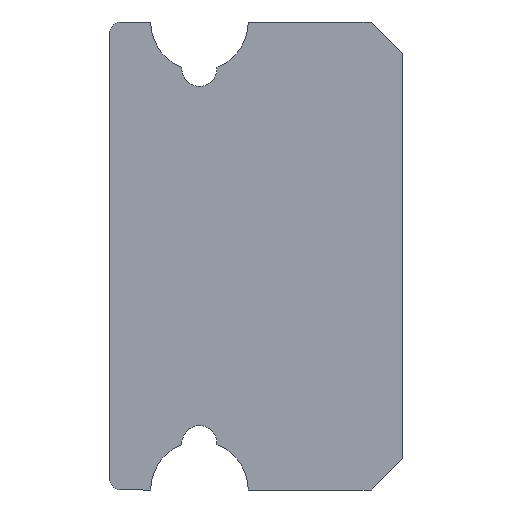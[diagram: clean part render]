
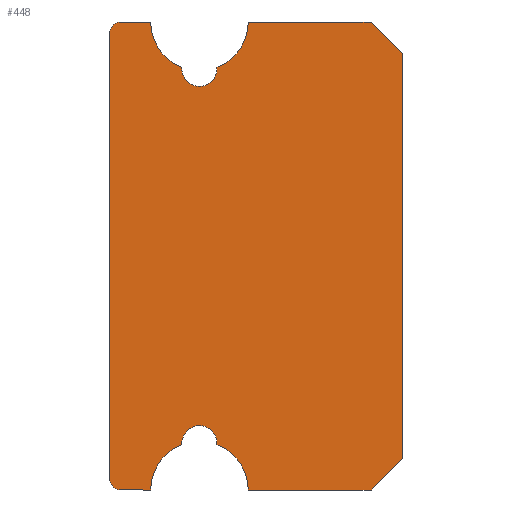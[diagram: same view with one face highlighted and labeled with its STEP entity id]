
A CAD part, left-side view. The second image highlights one B-rep face of the part: STEP entity #448.
In plain terms, the highlighted planar face has unit normal (-1, 0, 0).
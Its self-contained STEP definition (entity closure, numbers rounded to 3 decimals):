
#2 = EDGE_CURVE ( 'NONE', #756, #754, #284, .T. ) ;
#8 = EDGE_CURVE ( 'NONE', #754, #752, #286, .T. ) ;
#17 = EDGE_CURVE ( 'NONE', #749, #740, #312, .T. ) ;
#18 = EDGE_CURVE ( 'NONE', #737, #758, #311, .T. ) ;
#19 = EDGE_CURVE ( 'NONE', #760, #752, #313, .T. ) ;
#21 = EDGE_CURVE ( 'NONE', #745, #750, #314, .T. ) ;
#22 = EDGE_CURVE ( 'NONE', #739, #759, #315, .T. ) ;
#23 = EDGE_CURVE ( 'NONE', #759, #760, #316, .T. ) ;
#24 = EDGE_CURVE ( 'NONE', #735, #761, #317, .T. ) ;
#25 = EDGE_CURVE ( 'NONE', #709, #746, #318, .T. ) ;
#26 = EDGE_CURVE ( 'NONE', #761, #708, #319, .T. ) ;
#46 = EDGE_CURVE ( 'NONE', #758, #756, #332, .T. ) ;
#56 = AXIS2_PLACEMENT_3D ( 'NONE', #803, #804, #805 ) ;
#58 = AXIS2_PLACEMENT_3D ( 'NONE', #808, #817, #818 ) ;
#60 = AXIS2_PLACEMENT_3D ( 'NONE', #806, #809, #810 ) ;
#61 = AXIS2_PLACEMENT_3D ( 'NONE', #794, #814, #815 ) ;
#62 = AXIS2_PLACEMENT_3D ( 'NONE', #813, #820, #821 ) ;
#63 = AXIS2_PLACEMENT_3D ( 'NONE', #816, #823, #824 ) ;
#64 = AXIS2_PLACEMENT_3D ( 'NONE', #819, #826, #827 ) ;
#65 = AXIS2_PLACEMENT_3D ( 'NONE', #822, #828, #829 ) ;
#90 = AXIS2_PLACEMENT_3D ( 'NONE', #903, #917, #918 ) ;
#118 = AXIS2_PLACEMENT_3D ( 'NONE', #1064, #1065, #1066 ) ;
#180 = ORIENTED_EDGE ( 'NONE', *, *, #1198, .F. ) ;
#181 = ORIENTED_EDGE ( 'NONE', *, *, #17, .T. ) ;
#182 = ORIENTED_EDGE ( 'NONE', *, *, #1192, .F. ) ;
#183 = ORIENTED_EDGE ( 'NONE', *, *, #22, .T. ) ;
#184 = ORIENTED_EDGE ( 'NONE', *, *, #23, .T. ) ;
#185 = ORIENTED_EDGE ( 'NONE', *, *, #19, .T. ) ;
#186 = ORIENTED_EDGE ( 'NONE', *, *, #8, .F. ) ;
#187 = ORIENTED_EDGE ( 'NONE', *, *, #2, .F. ) ;
#188 = ORIENTED_EDGE ( 'NONE', *, *, #46, .F. ) ;
#189 = ORIENTED_EDGE ( 'NONE', *, *, #18, .F. ) ;
#190 = ORIENTED_EDGE ( 'NONE', *, *, #1187, .F. ) ;
#191 = ORIENTED_EDGE ( 'NONE', *, *, #24, .T. ) ;
#192 = ORIENTED_EDGE ( 'NONE', *, *, #26, .T. ) ;
#193 = ORIENTED_EDGE ( 'NONE', *, *, #1160, .T. ) ;
#194 = ORIENTED_EDGE ( 'NONE', *, *, #25, .T. ) ;
#195 = ORIENTED_EDGE ( 'NONE', *, *, #1186, .F. ) ;
#196 = ORIENTED_EDGE ( 'NONE', *, *, #21, .T. ) ;
#282 = VECTOR ( 'NONE', #768, 1000. ) ;
#284 = LINE ( 'NONE', #705, #282 ) ;
#286 = LINE ( 'NONE', #776, #297 ) ;
#297 = VECTOR ( 'NONE', #781, 1000. ) ;
#306 = VECTOR ( 'NONE', #807, 1000. ) ;
#311 = LINE ( 'NONE', #795, #306 ) ;
#312 = CIRCLE ( 'NONE', #56, 0.3 ) ;
#313 = CIRCLE ( 'NONE', #60, 1.25 ) ;
#314 = CIRCLE ( 'NONE', #61, 0.3 ) ;
#315 = CIRCLE ( 'NONE', #58, 1.25 ) ;
#316 = CIRCLE ( 'NONE', #62, 0.45 ) ;
#317 = CIRCLE ( 'NONE', #63, 1.25 ) ;
#318 = CIRCLE ( 'NONE', #64, 1.25 ) ;
#319 = CIRCLE ( 'NONE', #65, 0.45 ) ;
#332 = LINE ( 'NONE', #884, #339 ) ;
#339 = VECTOR ( 'NONE', #885, 1000. ) ;
#364 = FACE_OUTER_BOUND ( 'NONE', #648, .T. ) ;
#417 = CIRCLE ( 'NONE', #118, 0.45 ) ;
#448 = ADVANCED_FACE ( 'NONE', ( #364 ), #912, .F. ) ;
#485 = LINE ( 'NONE', #1123, #495 ) ;
#490 = LINE ( 'NONE', #1137, #505 ) ;
#493 = LINE ( 'NONE', #1127, #494 ) ;
#494 = VECTOR ( 'NONE', #1128, 1000. ) ;
#495 = VECTOR ( 'NONE', #1130, 1000. ) ;
#505 = VECTOR ( 'NONE', #1141, 1000. ) ;
#517 = LINE ( 'NONE', #573, #518 ) ;
#518 = VECTOR ( 'NONE', #579, 1000. ) ;
#573 = CARTESIAN_POINT ( 'NONE',  ( -75., 7.5, -6. ) ) ;
#579 = DIRECTION ( 'NONE',  ( 0., 0., 1. ) ) ;
#648 = EDGE_LOOP ( 'NONE', ( #180, #181, #182, #183, #184, #185, #186, #187, #188, #189, #190, #191, #192, #193, #194, #195, #196 ) ) ;
#705 = CARTESIAN_POINT ( 'NONE',  ( -75., 0., -5.2 ) ) ;
#708 = VERTEX_POINT ( 'NONE', #1006 ) ;
#709 = VERTEX_POINT ( 'NONE', #1005 ) ;
#735 = VERTEX_POINT ( 'NONE', #1029 ) ;
#737 = VERTEX_POINT ( 'NONE', #1031 ) ;
#739 = VERTEX_POINT ( 'NONE', #1033 ) ;
#740 = VERTEX_POINT ( 'NONE', #1034 ) ;
#745 = VERTEX_POINT ( 'NONE', #1039 ) ;
#746 = VERTEX_POINT ( 'NONE', #1040 ) ;
#749 = VERTEX_POINT ( 'NONE', #1043 ) ;
#750 = VERTEX_POINT ( 'NONE', #1044 ) ;
#752 = VERTEX_POINT ( 'NONE', #1046 ) ;
#754 = VERTEX_POINT ( 'NONE', #1048 ) ;
#756 = VERTEX_POINT ( 'NONE', #1050 ) ;
#758 = VERTEX_POINT ( 'NONE', #1052 ) ;
#759 = VERTEX_POINT ( 'NONE', #1053 ) ;
#760 = VERTEX_POINT ( 'NONE', #1054 ) ;
#761 = VERTEX_POINT ( 'NONE', #1055 ) ;
#768 = DIRECTION ( 'NONE',  ( 0., 0.707, -0.707 ) ) ;
#776 = CARTESIAN_POINT ( 'NONE',  ( -75., 0.8, -6. ) ) ;
#781 = DIRECTION ( 'NONE',  ( 0., 1., 0. ) ) ;
#794 = CARTESIAN_POINT ( 'NONE',  ( -75., 7.2, 5.7 ) ) ;
#795 = CARTESIAN_POINT ( 'NONE',  ( -75., 0., 5.2 ) ) ;
#803 = CARTESIAN_POINT ( 'NONE',  ( -75., 7.2, -5.7 ) ) ;
#804 = DIRECTION ( 'NONE',  ( -1., 0., 0. ) ) ;
#805 = DIRECTION ( 'NONE',  ( 0., 0., -1. ) ) ;
#806 = CARTESIAN_POINT ( 'NONE',  ( -75., 5.2, -6. ) ) ;
#807 = DIRECTION ( 'NONE',  ( 0., -0.707, -0.707 ) ) ;
#808 = CARTESIAN_POINT ( 'NONE',  ( -75., 5.2, -6. ) ) ;
#809 = DIRECTION ( 'NONE',  ( 1., 0., 0. ) ) ;
#810 = DIRECTION ( 'NONE',  ( 0., 0., -1. ) ) ;
#813 = CARTESIAN_POINT ( 'NONE',  ( -75., 5.2, -4.8 ) ) ;
#814 = DIRECTION ( 'NONE',  ( -1., 0., 0. ) ) ;
#815 = DIRECTION ( 'NONE',  ( 0., 0., -1. ) ) ;
#816 = CARTESIAN_POINT ( 'NONE',  ( -75., 5.2, 6. ) ) ;
#817 = DIRECTION ( 'NONE',  ( 1., 0., 0. ) ) ;
#818 = DIRECTION ( 'NONE',  ( 0., 0., -1. ) ) ;
#819 = CARTESIAN_POINT ( 'NONE',  ( -75., 5.2, 6. ) ) ;
#820 = DIRECTION ( 'NONE',  ( 1., 0., 0. ) ) ;
#821 = DIRECTION ( 'NONE',  ( 0., 0., -1. ) ) ;
#822 = CARTESIAN_POINT ( 'NONE',  ( -75., 5.2, 4.8 ) ) ;
#823 = DIRECTION ( 'NONE',  ( 1., 0., 0. ) ) ;
#824 = DIRECTION ( 'NONE',  ( 0., 0., 1. ) ) ;
#826 = DIRECTION ( 'NONE',  ( 1., 0., 0. ) ) ;
#827 = DIRECTION ( 'NONE',  ( 0., 0., 1. ) ) ;
#828 = DIRECTION ( 'NONE',  ( 1., 0., 0. ) ) ;
#829 = DIRECTION ( 'NONE',  ( 0., 0., 1. ) ) ;
#884 = CARTESIAN_POINT ( 'NONE',  ( -75., 0., -5.2 ) ) ;
#885 = DIRECTION ( 'NONE',  ( 0., 0., -1. ) ) ;
#903 = CARTESIAN_POINT ( 'NONE',  ( -75., 0., 6. ) ) ;
#912 = PLANE ( 'NONE',  #90 ) ;
#917 = DIRECTION ( 'NONE',  ( 1., 0., 0. ) ) ;
#918 = DIRECTION ( 'NONE',  ( 0., 0., -1. ) ) ;
#1005 = CARTESIAN_POINT ( 'NONE',  ( -75., 5.649, 4.833 ) ) ;
#1006 = CARTESIAN_POINT ( 'NONE',  ( -75., 5.2, 4.35 ) ) ;
#1029 = CARTESIAN_POINT ( 'NONE',  ( -75., 3.95, 6. ) ) ;
#1031 = CARTESIAN_POINT ( 'NONE',  ( -75., 0.8, 6. ) ) ;
#1033 = CARTESIAN_POINT ( 'NONE',  ( -75., 6.45, -6. ) ) ;
#1034 = CARTESIAN_POINT ( 'NONE',  ( -75., 7.2, -6. ) ) ;
#1039 = CARTESIAN_POINT ( 'NONE',  ( -75., 7.2, 6. ) ) ;
#1040 = CARTESIAN_POINT ( 'NONE',  ( -75., 6.45, 6. ) ) ;
#1043 = CARTESIAN_POINT ( 'NONE',  ( -75., 7.5, -5.7 ) ) ;
#1044 = CARTESIAN_POINT ( 'NONE',  ( -75., 7.5, 5.7 ) ) ;
#1046 = CARTESIAN_POINT ( 'NONE',  ( -75., 3.95, -6. ) ) ;
#1048 = CARTESIAN_POINT ( 'NONE',  ( -75., 0.8, -6. ) ) ;
#1050 = CARTESIAN_POINT ( 'NONE',  ( -75., 0., -5.2 ) ) ;
#1052 = CARTESIAN_POINT ( 'NONE',  ( -75., 0., 5.2 ) ) ;
#1053 = CARTESIAN_POINT ( 'NONE',  ( -75., 5.649, -4.833 ) ) ;
#1054 = CARTESIAN_POINT ( 'NONE',  ( -75., 4.751, -4.833 ) ) ;
#1055 = CARTESIAN_POINT ( 'NONE',  ( -75., 4.751, 4.833 ) ) ;
#1064 = CARTESIAN_POINT ( 'NONE',  ( -75., 5.2, 4.8 ) ) ;
#1065 = DIRECTION ( 'NONE',  ( 1., 0., 0. ) ) ;
#1066 = DIRECTION ( 'NONE',  ( 0., 0., 1. ) ) ;
#1123 = CARTESIAN_POINT ( 'NONE',  ( -75., 0.8, 6. ) ) ;
#1127 = CARTESIAN_POINT ( 'NONE',  ( -75., 0.8, 6. ) ) ;
#1128 = DIRECTION ( 'NONE',  ( 0., -1., 0. ) ) ;
#1130 = DIRECTION ( 'NONE',  ( 0., -1., 0. ) ) ;
#1137 = CARTESIAN_POINT ( 'NONE',  ( -75., 0.8, -6. ) ) ;
#1141 = DIRECTION ( 'NONE',  ( 0., 1., 0. ) ) ;
#1160 = EDGE_CURVE ( 'NONE', #708, #709, #417, .T. ) ;
#1186 = EDGE_CURVE ( 'NONE', #745, #746, #493, .T. ) ;
#1187 = EDGE_CURVE ( 'NONE', #735, #737, #485, .T. ) ;
#1192 = EDGE_CURVE ( 'NONE', #739, #740, #490, .T. ) ;
#1198 = EDGE_CURVE ( 'NONE', #749, #750, #517, .T. ) ;
